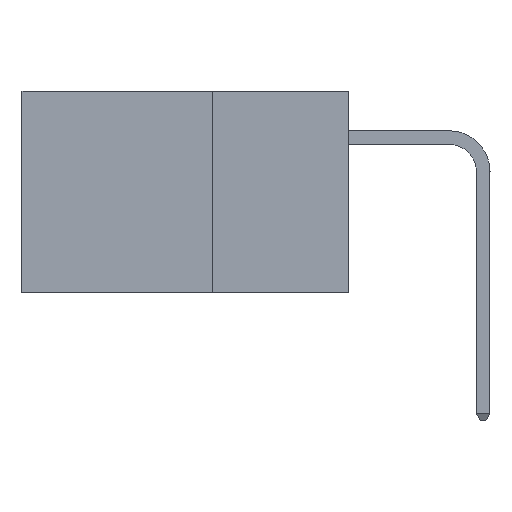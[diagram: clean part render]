
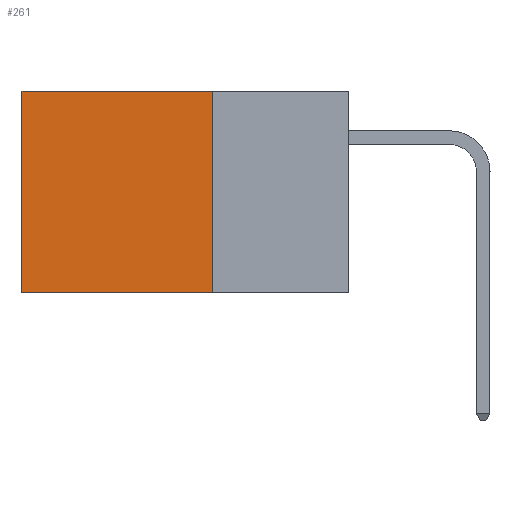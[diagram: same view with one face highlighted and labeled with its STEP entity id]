
A CAD part, left-side view. The second image highlights one B-rep face of the part: STEP entity #261.
In plain terms, the highlighted planar face has unit normal (-1, 0, 0).
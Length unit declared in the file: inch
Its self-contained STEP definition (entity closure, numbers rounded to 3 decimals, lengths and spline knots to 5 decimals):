
#261 = ADVANCED_FACE ( 'NONE', ( #12790 ), #43223, .F. ) ;
#2504 = CARTESIAN_POINT ( 'NONE',  ( 0.2875, 0.6, 0. ) ) ;
#4434 = CARTESIAN_POINT ( 'NONE',  ( 0.2875, 0.25, 0. ) ) ;
#5136 = EDGE_LOOP ( 'NONE', ( #37879, #29841, #20981, #39787 ) ) ;
#7328 = LINE ( 'NONE', #2504, #38405 ) ;
#10082 = CARTESIAN_POINT ( 'NONE',  ( 0.2875, 0.25, 0. ) ) ;
#10701 = LINE ( 'NONE', #4434, #32578 ) ;
#12790 = FACE_OUTER_BOUND ( 'NONE', #5136, .T. ) ;
#13128 = DIRECTION ( 'NONE',  ( 0., 0., -1. ) ) ;
#13234 = EDGE_CURVE ( 'NONE', #44763, #35786, #7328, .T. ) ;
#19437 = EDGE_CURVE ( 'NONE', #38791, #25700, #36078, .T. ) ;
#20624 = AXIS2_PLACEMENT_3D ( 'NONE', #46942, #39678, #43380 ) ;
#20981 = ORIENTED_EDGE ( 'NONE', *, *, #19437, .F. ) ;
#25471 = CARTESIAN_POINT ( 'NONE',  ( 0.2875, 0.25, -0.37 ) ) ;
#25700 = VERTEX_POINT ( 'NONE', #25471 ) ;
#26017 = EDGE_CURVE ( 'NONE', #25700, #35786, #45554, .T. ) ;
#28008 = DIRECTION ( 'NONE',  ( 0., 1., 0. ) ) ;
#29841 = ORIENTED_EDGE ( 'NONE', *, *, #26017, .F. ) ;
#30175 = DIRECTION ( 'NONE',  ( 0., 1., 0. ) ) ;
#32578 = VECTOR ( 'NONE', #30175, 39.37008 ) ;
#33197 = VECTOR ( 'NONE', #13128, 39.37008 ) ;
#34014 = VECTOR ( 'NONE', #28008, 39.37008 ) ;
#35786 = VERTEX_POINT ( 'NONE', #39976 ) ;
#35907 = CARTESIAN_POINT ( 'NONE',  ( 0.2875, 0.6, 0. ) ) ;
#36078 = LINE ( 'NONE', #10082, #33197 ) ;
#36693 = CARTESIAN_POINT ( 'NONE',  ( 0.2875, 0.25, 0. ) ) ;
#37879 = ORIENTED_EDGE ( 'NONE', *, *, #13234, .T. ) ;
#38405 = VECTOR ( 'NONE', #38733, 39.37008 ) ;
#38655 = CARTESIAN_POINT ( 'NONE',  ( 0.2875, 0.25, -0.37 ) ) ;
#38733 = DIRECTION ( 'NONE',  ( 0., 0., -1. ) ) ;
#38791 = VERTEX_POINT ( 'NONE', #36693 ) ;
#39678 = DIRECTION ( 'NONE',  ( 1., 0., 0. ) ) ;
#39787 = ORIENTED_EDGE ( 'NONE', *, *, #42096, .T. ) ;
#39976 = CARTESIAN_POINT ( 'NONE',  ( 0.2875, 0.6, -0.37 ) ) ;
#42096 = EDGE_CURVE ( 'NONE', #38791, #44763, #10701, .T. ) ;
#43223 = PLANE ( 'NONE',  #20624 ) ;
#43380 = DIRECTION ( 'NONE',  ( 0., 0., -1. ) ) ;
#44763 = VERTEX_POINT ( 'NONE', #35907 ) ;
#45554 = LINE ( 'NONE', #38655, #34014 ) ;
#46942 = CARTESIAN_POINT ( 'NONE',  ( 0.2875, 0.25, 0. ) ) ;
